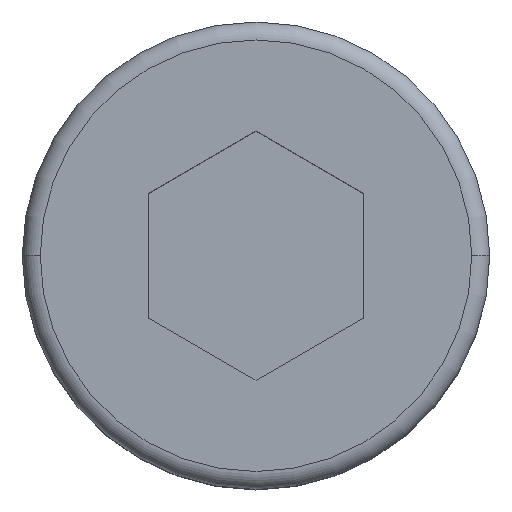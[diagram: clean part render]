
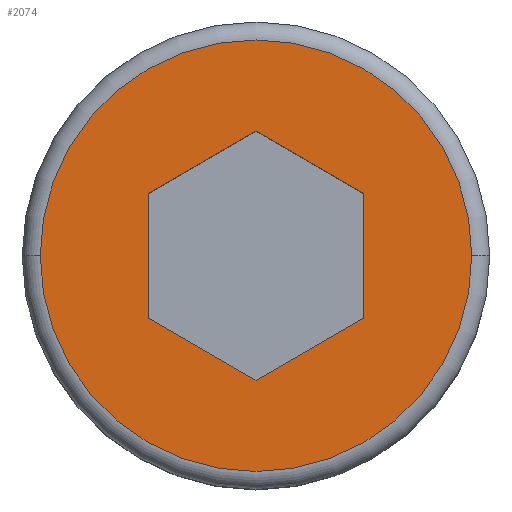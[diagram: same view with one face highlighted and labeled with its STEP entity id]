
A CAD part, top view. The second image highlights one B-rep face of the part: STEP entity #2074.
In plain terms, the highlighted planar face has unit normal (0, 0, 1).
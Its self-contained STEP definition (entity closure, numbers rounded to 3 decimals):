
#101 = ORIENTED_EDGE ( 'NONE', *, *, #1231, .T. ) ;
#337 = DIRECTION ( 'NONE',  ( 0., -1., 0. ) ) ;
#371 = CARTESIAN_POINT ( 'NONE',  ( 0., -3.464, 0. ) ) ;
#397 = CIRCLE ( 'NONE', #4429, 6. ) ;
#419 = EDGE_CURVE ( 'NONE', #953, #1809, #2227, .T. ) ;
#439 = VERTEX_POINT ( 'NONE', #2661 ) ;
#520 = ORIENTED_EDGE ( 'NONE', *, *, #1451, .F. ) ;
#544 = CARTESIAN_POINT ( 'NONE',  ( -3., -1.732, 0. ) ) ;
#546 = VECTOR ( 'NONE', #2275, 1000. ) ;
#577 = VECTOR ( 'NONE', #3830, 1000. ) ;
#678 = LINE ( 'NONE', #371, #1406 ) ;
#683 = CARTESIAN_POINT ( 'NONE',  ( -3., 1.732, 0. ) ) ;
#726 = DIRECTION ( 'NONE',  ( 0.866, -0.5, 0. ) ) ;
#755 = CIRCLE ( 'NONE', #3277, 6. ) ;
#816 = LINE ( 'NONE', #2646, #3948 ) ;
#899 = CARTESIAN_POINT ( 'NONE',  ( 3., -1.732, 0. ) ) ;
#953 = VERTEX_POINT ( 'NONE', #899 ) ;
#1061 = ORIENTED_EDGE ( 'NONE', *, *, #1577, .F. ) ;
#1165 = ORIENTED_EDGE ( 'NONE', *, *, #4432, .F. ) ;
#1231 = EDGE_CURVE ( 'NONE', #439, #2408, #755, .T. ) ;
#1406 = VECTOR ( 'NONE', #3853, 1000. ) ;
#1451 = EDGE_CURVE ( 'NONE', #1809, #1617, #2984, .T. ) ;
#1498 = CARTESIAN_POINT ( 'NONE',  ( 0., 3.464, 0. ) ) ;
#1577 = EDGE_CURVE ( 'NONE', #2398, #2650, #816, .T. ) ;
#1617 = VERTEX_POINT ( 'NONE', #1999 ) ;
#1658 = LINE ( 'NONE', #1498, #577 ) ;
#1771 = DIRECTION ( 'NONE',  ( 0., 0., 1. ) ) ;
#1801 = EDGE_CURVE ( 'NONE', #3015, #2398, #3287, .T. ) ;
#1809 = VERTEX_POINT ( 'NONE', #4129 ) ;
#1931 = ORIENTED_EDGE ( 'NONE', *, *, #1801, .F. ) ;
#1956 = EDGE_CURVE ( 'NONE', #1617, #3015, #1658, .T. ) ;
#1999 = CARTESIAN_POINT ( 'NONE',  ( 0., 3.464, 0. ) ) ;
#2074 = ADVANCED_FACE ( 'NONE', ( #2794, #4542 ), #3810, .T. ) ;
#2137 = VECTOR ( 'NONE', #337, 1000. ) ;
#2169 = ORIENTED_EDGE ( 'NONE', *, *, #2481, .T. ) ;
#2227 = LINE ( 'NONE', #3807, #546 ) ;
#2275 = DIRECTION ( 'NONE',  ( 0., 1., 0. ) ) ;
#2374 = EDGE_LOOP ( 'NONE', ( #2169, #101 ) ) ;
#2398 = VERTEX_POINT ( 'NONE', #544 ) ;
#2408 = VERTEX_POINT ( 'NONE', #2901 ) ;
#2481 = EDGE_CURVE ( 'NONE', #2408, #439, #397, .T. ) ;
#2543 = CARTESIAN_POINT ( 'NONE',  ( 0., -3.464, 0. ) ) ;
#2646 = CARTESIAN_POINT ( 'NONE',  ( -3., -1.732, 0. ) ) ;
#2650 = VERTEX_POINT ( 'NONE', #2543 ) ;
#2661 = CARTESIAN_POINT ( 'NONE',  ( -6., 0., 0. ) ) ;
#2787 = CARTESIAN_POINT ( 'NONE',  ( 0., 0., 0. ) ) ;
#2794 = FACE_OUTER_BOUND ( 'NONE', #2374, .T. ) ;
#2823 = DIRECTION ( 'NONE',  ( 0., 0., 1. ) ) ;
#2901 = CARTESIAN_POINT ( 'NONE',  ( 6., 0., 0. ) ) ;
#2984 = LINE ( 'NONE', #3783, #3413 ) ;
#3015 = VERTEX_POINT ( 'NONE', #3423 ) ;
#3277 = AXIS2_PLACEMENT_3D ( 'NONE', #3308, #1771, #3724 ) ;
#3287 = LINE ( 'NONE', #683, #2137 ) ;
#3308 = CARTESIAN_POINT ( 'NONE',  ( 0., 0., 0. ) ) ;
#3413 = VECTOR ( 'NONE', #4922, 1000. ) ;
#3423 = CARTESIAN_POINT ( 'NONE',  ( -3., 1.732, 0. ) ) ;
#3724 = DIRECTION ( 'NONE',  ( 1., 0., 0. ) ) ;
#3783 = CARTESIAN_POINT ( 'NONE',  ( 3., 1.732, 0. ) ) ;
#3807 = CARTESIAN_POINT ( 'NONE',  ( 3., -1.732, 0. ) ) ;
#3810 = PLANE ( 'NONE',  #4263 ) ;
#3830 = DIRECTION ( 'NONE',  ( -0.866, -0.5, 0. ) ) ;
#3840 = ORIENTED_EDGE ( 'NONE', *, *, #1956, .F. ) ;
#3853 = DIRECTION ( 'NONE',  ( 0.866, 0.5, 0. ) ) ;
#3948 = VECTOR ( 'NONE', #726, 1000. ) ;
#4129 = CARTESIAN_POINT ( 'NONE',  ( 3., 1.732, 0. ) ) ;
#4207 = CARTESIAN_POINT ( 'NONE',  ( 0., 0., 0. ) ) ;
#4263 = AXIS2_PLACEMENT_3D ( 'NONE', #4207, #4591, #4560 ) ;
#4384 = DIRECTION ( 'NONE',  ( 1., 0., 0. ) ) ;
#4429 = AXIS2_PLACEMENT_3D ( 'NONE', #2787, #2823, #4384 ) ;
#4432 = EDGE_CURVE ( 'NONE', #2650, #953, #678, .T. ) ;
#4542 = FACE_BOUND ( 'NONE', #4947, .T. ) ;
#4560 = DIRECTION ( 'NONE',  ( 1., 0., 0. ) ) ;
#4591 = DIRECTION ( 'NONE',  ( 0., 0., 1. ) ) ;
#4705 = ORIENTED_EDGE ( 'NONE', *, *, #419, .F. ) ;
#4922 = DIRECTION ( 'NONE',  ( -0.866, 0.5, 0. ) ) ;
#4947 = EDGE_LOOP ( 'NONE', ( #1931, #3840, #520, #4705, #1165, #1061 ) ) ;
